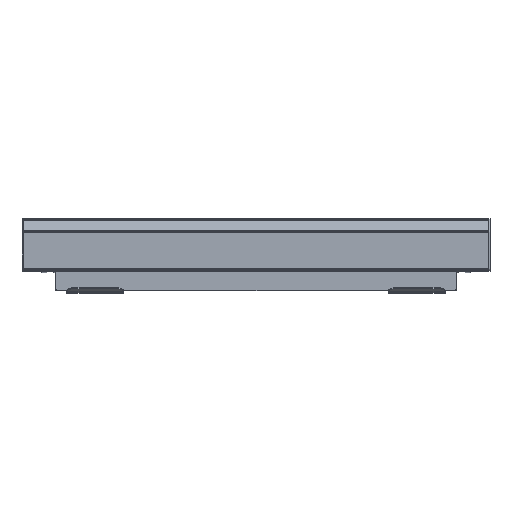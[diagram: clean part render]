
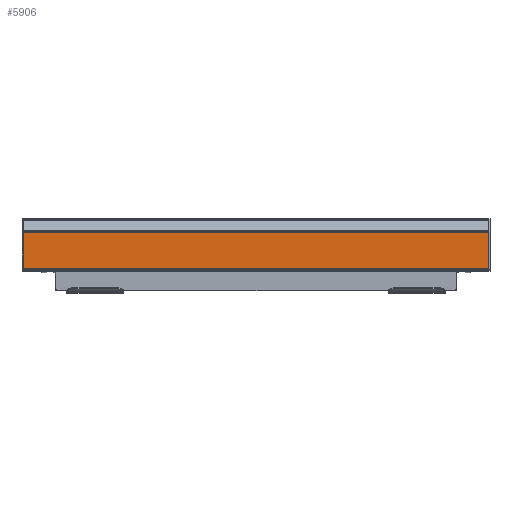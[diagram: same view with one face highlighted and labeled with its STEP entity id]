
A CAD part, top view. The second image highlights one B-rep face of the part: STEP entity #5906.
In plain terms, the highlighted planar face has unit normal (0, 0, 1).
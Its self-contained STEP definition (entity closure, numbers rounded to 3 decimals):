
#184 = VERTEX_POINT ( 'NONE', #6191 ) ;
#216 = LINE ( 'NONE', #2667, #12747 ) ;
#249 = PLANE ( 'NONE',  #10648 ) ;
#817 = VECTOR ( 'NONE', #11046, 1000. ) ;
#1153 = VERTEX_POINT ( 'NONE', #1631 ) ;
#1279 = DIRECTION ( 'NONE',  ( 0., -1., 0. ) ) ;
#1320 = EDGE_CURVE ( 'NONE', #10097, #15025, #3131, .T. ) ;
#1631 = CARTESIAN_POINT ( 'NONE',  ( 327.5, -19.054, 343. ) ) ;
#1798 = CARTESIAN_POINT ( 'NONE',  ( -327.5, -69.906, 343. ) ) ;
#2228 = ORIENTED_EDGE ( 'NONE', *, *, #14633, .F. ) ;
#2667 = CARTESIAN_POINT ( 'NONE',  ( -327.5, -19.054, 343. ) ) ;
#3131 = LINE ( 'NONE', #14151, #14588 ) ;
#3215 = ORIENTED_EDGE ( 'NONE', *, *, #1320, .T. ) ;
#3960 = DIRECTION ( 'NONE',  ( 0., 0., 1. ) ) ;
#5794 = CARTESIAN_POINT ( 'NONE',  ( -327.5, -19.054, 343. ) ) ;
#5906 = ADVANCED_FACE ( 'NONE', ( #6356 ), #249, .T. ) ;
#6191 = CARTESIAN_POINT ( 'NONE',  ( -327.5, -19.054, 343. ) ) ;
#6356 = FACE_OUTER_BOUND ( 'NONE', #11160, .T. ) ;
#6619 = ORIENTED_EDGE ( 'NONE', *, *, #14152, .T. ) ;
#7451 = ORIENTED_EDGE ( 'NONE', *, *, #13009, .F. ) ;
#7628 = DIRECTION ( 'NONE',  ( 1., 0., 0. ) ) ;
#8688 = LINE ( 'NONE', #8764, #817 ) ;
#8764 = CARTESIAN_POINT ( 'NONE',  ( 327.5, -19.054, 343. ) ) ;
#9250 = DIRECTION ( 'NONE',  ( 1., 0., 0. ) ) ;
#10097 = VERTEX_POINT ( 'NONE', #1798 ) ;
#10648 = AXIS2_PLACEMENT_3D ( 'NONE', #14677, #3960, #7628 ) ;
#10874 = LINE ( 'NONE', #5794, #14254 ) ;
#11046 = DIRECTION ( 'NONE',  ( 0., -1., 0. ) ) ;
#11160 = EDGE_LOOP ( 'NONE', ( #3215, #7451, #2228, #6619 ) ) ;
#11399 = DIRECTION ( 'NONE',  ( 1., 0., 0. ) ) ;
#11908 = CARTESIAN_POINT ( 'NONE',  ( 327.5, -69.906, 343. ) ) ;
#12747 = VECTOR ( 'NONE', #11399, 1000. ) ;
#13009 = EDGE_CURVE ( 'NONE', #1153, #15025, #8688, .T. ) ;
#14151 = CARTESIAN_POINT ( 'NONE',  ( -327.5, -69.906, 343. ) ) ;
#14152 = EDGE_CURVE ( 'NONE', #184, #10097, #10874, .T. ) ;
#14254 = VECTOR ( 'NONE', #1279, 1000. ) ;
#14588 = VECTOR ( 'NONE', #9250, 1000. ) ;
#14633 = EDGE_CURVE ( 'NONE', #184, #1153, #216, .T. ) ;
#14677 = CARTESIAN_POINT ( 'NONE',  ( -327.5, -19.054, 343. ) ) ;
#15025 = VERTEX_POINT ( 'NONE', #11908 ) ;
